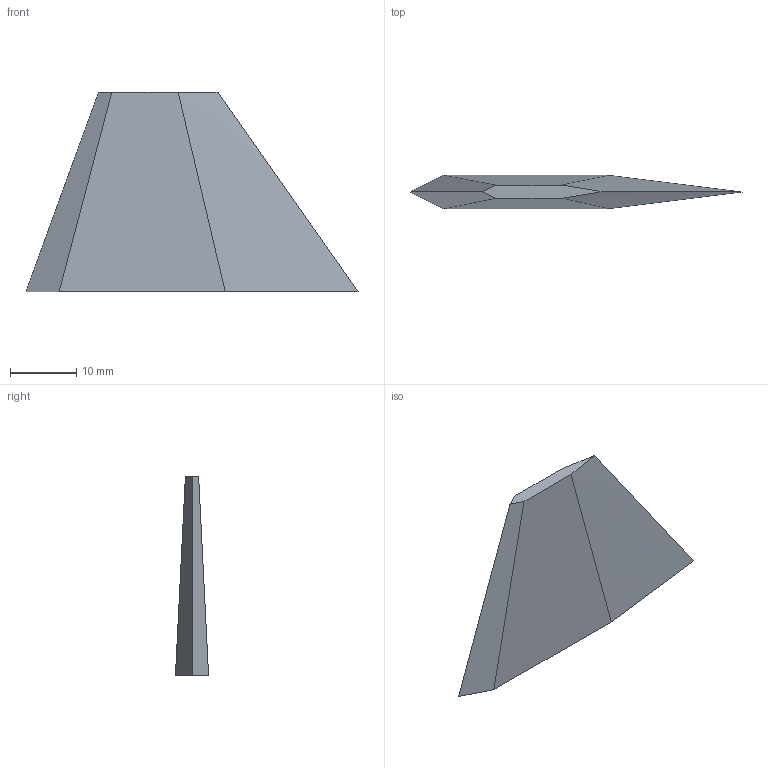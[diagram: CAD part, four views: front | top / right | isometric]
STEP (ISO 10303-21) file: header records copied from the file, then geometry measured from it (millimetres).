
FILE_DESCRIPTION (( 'STEP AP203' ), '1' );
FILE_NAME ('Trapezoidal Fin.STEP', '2022-03-06T08:39:47', ( '' ), ( '' ), 'SwSTEP 2.0', 'SolidWorks 2020', '' );
FILE_SCHEMA (( 'CONFIG_CONTROL_DESIGN' ));
Length unit declared in the file: millimetre
Products named in the file (1): Trapezoidal Fin
Bounding box: 50 x 5 x 30 mm (x, y, z)
Volume: 2880 mm3; surface area: 2294.8 mm2
Topology: 1 solids, 1 shells, 8 faces, 18 edges, 12 vertices
Faces by surface type: plane 6, bspline 2
Entity records: 353 total; most frequent: CARTESIAN_POINT 111, ORIENTED_EDGE 36, DIRECTION 26, EDGE_CURVE 18, VERTEX_POINT 12, VECTOR 12, LINE 12, EDGE_LOOP 8
